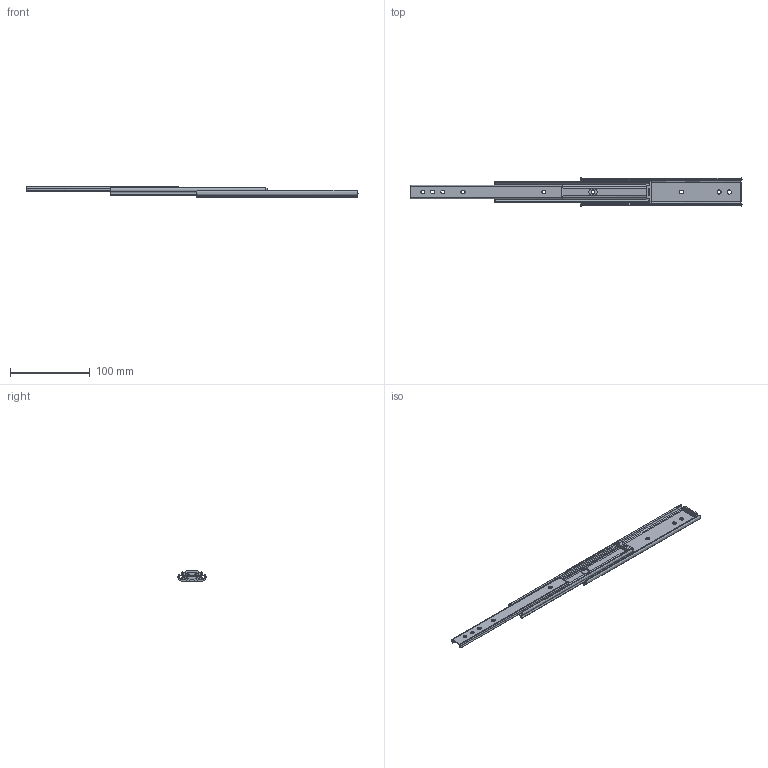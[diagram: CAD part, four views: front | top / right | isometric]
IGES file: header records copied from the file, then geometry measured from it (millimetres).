
Start section: SolidWorks IGES file using analytic representation for surfaces
Bounding box: 417.35 x 35.3 x 13 mm (x, y, z)
Surface area: 46124.1 mm2 (no closed solid volume)
Topology: 0 solids, 0 shells, 284 faces, 3480 edges, 3480 vertices
Faces by surface type: bspline 154, revolution 130
